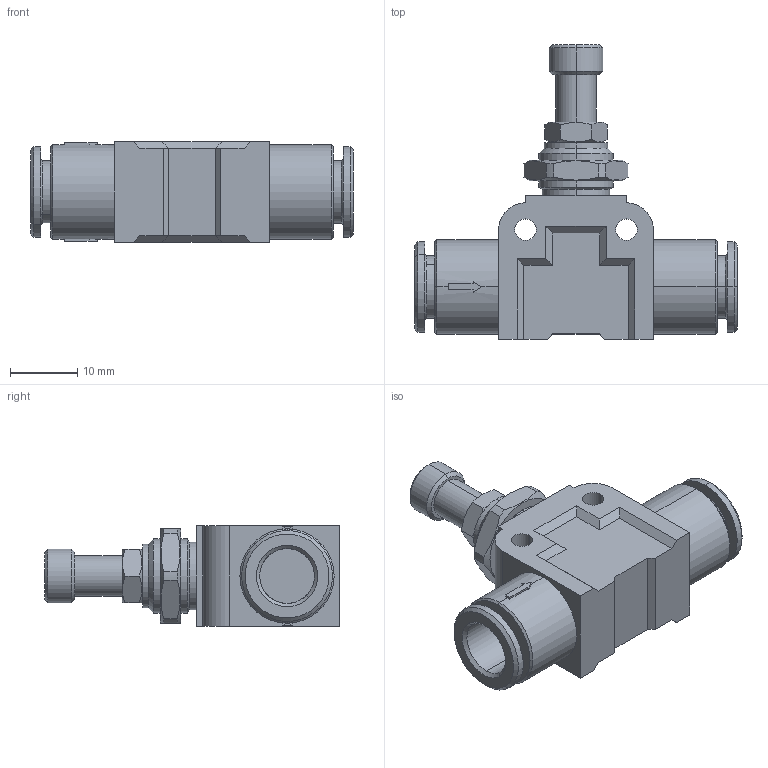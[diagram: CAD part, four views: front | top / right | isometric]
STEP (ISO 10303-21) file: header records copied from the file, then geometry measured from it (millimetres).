
FILE_DESCRIPTION (( 'STEP AP203' ), '1' );
FILE_NAME ('04240U40.STEP', '2010-07-05T09:59:00', ( '' ), ( 'sopra-pneumatic' ), 'SwSTEP 2.0', 'SolidWorks 2009', '' );
FILE_SCHEMA (( 'CONFIG_CONTROL_DESIGN' ));
Length unit declared in the file: millimetre
Products named in the file (1): 04240U40
Bounding box: 48 x 43.81 x 15 mm (x, y, z)
Volume: 9639.5 mm3; surface area: 5635.6 mm2
Topology: 1 solids, 5 shells, 163 faces, 382 edges, 244 vertices
Faces by surface type: plane 75, cylinder 50, cone 38
Entity records: 4959 total; most frequent: CARTESIAN_POINT 1108, DIRECTION 800, ORIENTED_EDGE 764, EDGE_CURVE 382, AXIS2_PLACEMENT_3D 296, VERTEX_POINT 244, VECTOR 208, LINE 208
